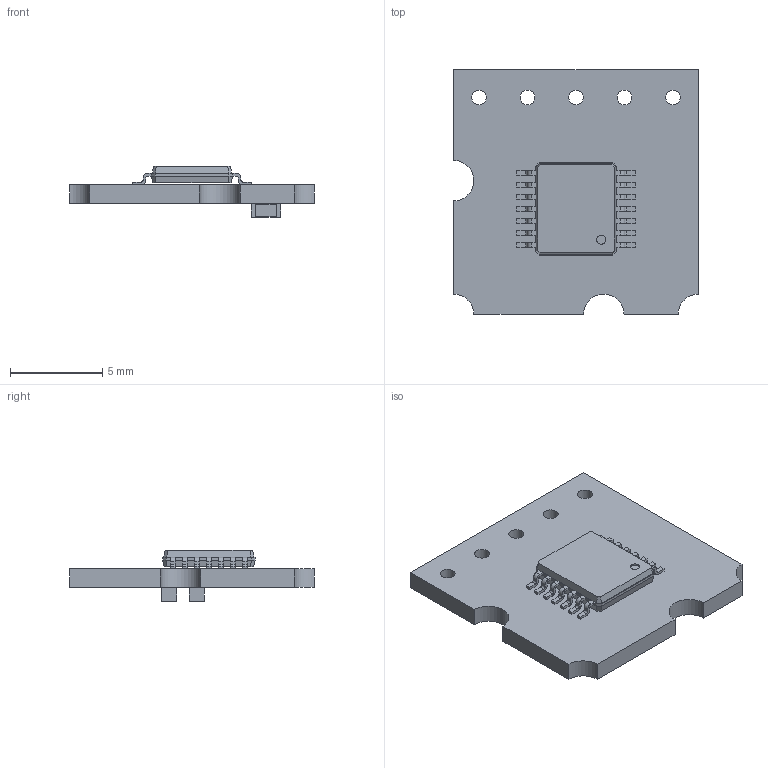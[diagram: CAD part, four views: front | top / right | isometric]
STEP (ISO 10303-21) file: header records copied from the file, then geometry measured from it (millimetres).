
FILE_DESCRIPTION(('FreeCAD Model'),'2;1');
FILE_NAME('A1335_board.step', '2017-06-28T03:32:29',('kicad StepUp'),('ksu MCAD'), 'Open CASCADE STEP processor 6.8','FreeCAD','Unknown');
FILE_SCHEMA(('AUTOMOTIVE_DESIGN_CC2 { 1 2 10303 214 -1 1 5 4 }'));
Length unit declared in the file: millimetre
Products named in the file (4): Pcb; TSSOP_14_44x5mm_Pitch065mm_; C_0603_; C_0603_001
Bounding box: 13.25 x 13.25 x 2.78 mm (x, y, z)
Volume: 188.8 mm3; surface area: 487.1 mm2
Topology: 4 solids, 4 shells, 319 faces, 838 edges, 532 vertices
Faces by surface type: plane 191, cylinder 90, bspline 38
Full cylindrical faces by diameter (mm): 0.5 x1, 0.8 x5
Entity records: 11848 total; most frequent: CARTESIAN_POINT 1836, ORIENTED_EDGE 1676, DIRECTION 1550, EDGE_CURVE 838, LINE 626, VECTOR 626, VERTEX_POINT 532, AXIS2_PLACEMENT_3D 462
